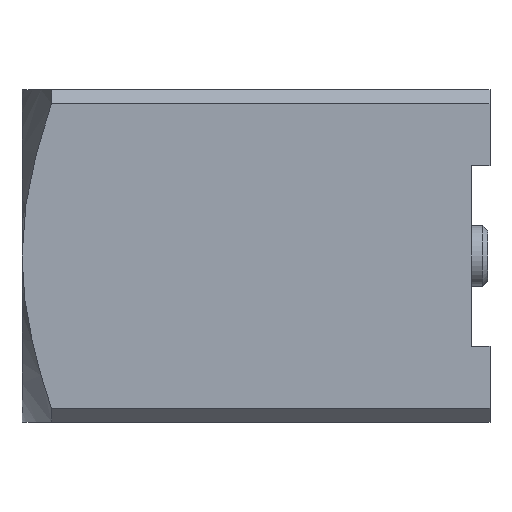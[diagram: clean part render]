
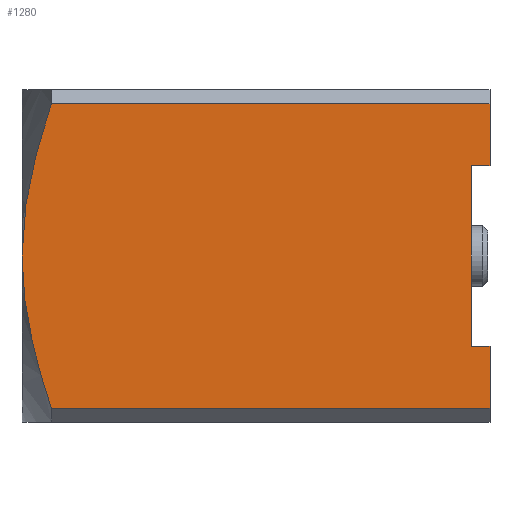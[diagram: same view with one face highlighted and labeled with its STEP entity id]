
A CAD part, front view. The second image highlights one B-rep face of the part: STEP entity #1280.
In plain terms, the highlighted planar face has unit normal (0, -1, 0).
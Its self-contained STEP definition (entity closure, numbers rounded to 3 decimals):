
#5 = CARTESIAN_POINT ( 'NONE',  ( 6.36, -3.5, 3.21 ) ) ;
#19 = VERTEX_POINT ( 'NONE', #1091 ) ;
#45 = AXIS2_PLACEMENT_3D ( 'NONE', #5, #1958, #1313 ) ;
#107 = VECTOR ( 'NONE', #833, 1000. ) ;
#166 = VERTEX_POINT ( 'NONE', #513 ) ;
#211 = DIRECTION ( 'NONE',  ( -1., 0., 0. ) ) ;
#318 = CARTESIAN_POINT ( 'NONE',  ( 5.96, -3.5, 1.9 ) ) ;
#333 = CARTESIAN_POINT ( 'NONE',  ( -2.878, -3.5, 3.21 ) ) ;
#340 = DIRECTION ( 'NONE',  ( 0., 0., -1. ) ) ;
#356 = VECTOR ( 'NONE', #211, 1000. ) ;
#365 = VERTEX_POINT ( 'NONE', #318 ) ;
#380 = CARTESIAN_POINT ( 'NONE',  ( 6.36, -3.5, -3.21 ) ) ;
#418 = DIRECTION ( 'NONE',  ( 0., 0., -1. ) ) ;
#426 = B_SPLINE_CURVE_WITH_KNOTS ( 'NONE', 3,
 ( #1857, #898, #1569, #1051 ),
 .UNSPECIFIED., .F., .F.,
 ( 4, 4 ),
 ( 0., 0.003 ),
 .UNSPECIFIED. ) ;
#499 = CARTESIAN_POINT ( 'NONE',  ( 6.36, -3.5, -1.9 ) ) ;
#501 = CARTESIAN_POINT ( 'NONE',  ( -3.053, -3.5, 2.689 ) ) ;
#513 = CARTESIAN_POINT ( 'NONE',  ( 6.36, -3.5, -3.21 ) ) ;
#527 = VECTOR ( 'NONE', #418, 1000. ) ;
#559 = B_SPLINE_CURVE_WITH_KNOTS ( 'NONE', 3,
 ( #2094, #1322, #1012, #1784, #501, #333 ),
 .UNSPECIFIED., .F., .F.,
 ( 4, 2, 4 ),
 ( 0., 0.002, 0.003 ),
 .UNSPECIFIED. ) ;
#613 = ORIENTED_EDGE ( 'NONE', *, *, #1954, .F. ) ;
#621 = VECTOR ( 'NONE', #1874, 1000. ) ;
#658 = VECTOR ( 'NONE', #340, 1000. ) ;
#659 = VECTOR ( 'NONE', #2071, 1000. ) ;
#725 = CARTESIAN_POINT ( 'NONE',  ( -3.5, -3.5, 0. ) ) ;
#817 = CARTESIAN_POINT ( 'NONE',  ( 6.36, -3.5, 1.9 ) ) ;
#833 = DIRECTION ( 'NONE',  ( 0., 0., -1. ) ) ;
#843 = LINE ( 'NONE', #977, #107 ) ;
#893 = ORIENTED_EDGE ( 'NONE', *, *, #1219, .F. ) ;
#898 = CARTESIAN_POINT ( 'NONE',  ( -3.229, -3.5, -2.168 ) ) ;
#906 = CARTESIAN_POINT ( 'NONE',  ( 6.36, -3.5, 3.21 ) ) ;
#968 = CARTESIAN_POINT ( 'NONE',  ( 6.36, -3.5, -1.9 ) ) ;
#977 = CARTESIAN_POINT ( 'NONE',  ( 5.96, -3.5, 3.5 ) ) ;
#985 = CARTESIAN_POINT ( 'NONE',  ( 6.36, -3.5, 3.21 ) ) ;
#986 = LINE ( 'NONE', #968, #1373 ) ;
#1012 = CARTESIAN_POINT ( 'NONE',  ( -3.433, -3.5, 1.094 ) ) ;
#1037 = CARTESIAN_POINT ( 'NONE',  ( -2.878, -3.5, -3.21 ) ) ;
#1051 = CARTESIAN_POINT ( 'NONE',  ( -3.5, -3.5, 0. ) ) ;
#1083 = VERTEX_POINT ( 'NONE', #1405 ) ;
#1091 = CARTESIAN_POINT ( 'NONE',  ( -2.878, -3.5, 3.21 ) ) ;
#1139 = ORIENTED_EDGE ( 'NONE', *, *, #1791, .F. ) ;
#1153 = CARTESIAN_POINT ( 'NONE',  ( 6.36, -3.5, 3.21 ) ) ;
#1182 = EDGE_CURVE ( 'NONE', #365, #1083, #843, .T. ) ;
#1219 = EDGE_CURVE ( 'NONE', #1819, #19, #559, .T. ) ;
#1227 = EDGE_CURVE ( 'NONE', #1642, #166, #1288, .T. ) ;
#1261 = ORIENTED_EDGE ( 'NONE', *, *, #1182, .F. ) ;
#1280 = ADVANCED_FACE ( 'NONE', ( #2105 ), #1792, .F. ) ;
#1288 = LINE ( 'NONE', #1153, #658 ) ;
#1291 = EDGE_CURVE ( 'NONE', #1083, #1642, #986, .T. ) ;
#1295 = ORIENTED_EDGE ( 'NONE', *, *, #1493, .F. ) ;
#1313 = DIRECTION ( 'NONE',  ( 0., 0., 1. ) ) ;
#1322 = CARTESIAN_POINT ( 'NONE',  ( -3.5, -3.5, 0.553 ) ) ;
#1332 = EDGE_LOOP ( 'NONE', ( #1261, #1295, #613, #1881, #893, #1534, #1139, #1621, #1947 ) ) ;
#1373 = VECTOR ( 'NONE', #1636, 1000. ) ;
#1405 = CARTESIAN_POINT ( 'NONE',  ( 5.96, -3.5, -1.9 ) ) ;
#1435 = LINE ( 'NONE', #1920, #659 ) ;
#1465 = EDGE_CURVE ( 'NONE', #19, #1584, #1586, .T. ) ;
#1493 = EDGE_CURVE ( 'NONE', #1614, #365, #1435, .T. ) ;
#1534 = ORIENTED_EDGE ( 'NONE', *, *, #1980, .F. ) ;
#1569 = CARTESIAN_POINT ( 'NONE',  ( -3.5, -3.5, -1.11 ) ) ;
#1584 = VERTEX_POINT ( 'NONE', #985 ) ;
#1586 = LINE ( 'NONE', #1594, #621 ) ;
#1594 = CARTESIAN_POINT ( 'NONE',  ( 6.36, -3.5, 3.21 ) ) ;
#1614 = VERTEX_POINT ( 'NONE', #817 ) ;
#1621 = ORIENTED_EDGE ( 'NONE', *, *, #1227, .F. ) ;
#1636 = DIRECTION ( 'NONE',  ( 1., 0., 0. ) ) ;
#1642 = VERTEX_POINT ( 'NONE', #499 ) ;
#1678 = LINE ( 'NONE', #380, #356 ) ;
#1728 = VERTEX_POINT ( 'NONE', #1037 ) ;
#1784 = CARTESIAN_POINT ( 'NONE',  ( -3.209, -3.5, 2.162 ) ) ;
#1791 = EDGE_CURVE ( 'NONE', #166, #1728, #1678, .T. ) ;
#1792 = PLANE ( 'NONE',  #45 ) ;
#1819 = VERTEX_POINT ( 'NONE', #725 ) ;
#1857 = CARTESIAN_POINT ( 'NONE',  ( -2.878, -3.5, -3.21 ) ) ;
#1874 = DIRECTION ( 'NONE',  ( 1., 0., 0. ) ) ;
#1881 = ORIENTED_EDGE ( 'NONE', *, *, #1465, .F. ) ;
#1920 = CARTESIAN_POINT ( 'NONE',  ( 6.36, -3.5, 1.9 ) ) ;
#1947 = ORIENTED_EDGE ( 'NONE', *, *, #1291, .F. ) ;
#1954 = EDGE_CURVE ( 'NONE', #1584, #1614, #2038, .T. ) ;
#1958 = DIRECTION ( 'NONE',  ( 0., 1., 0. ) ) ;
#1980 = EDGE_CURVE ( 'NONE', #1728, #1819, #426, .T. ) ;
#2038 = LINE ( 'NONE', #906, #527 ) ;
#2071 = DIRECTION ( 'NONE',  ( -1., 0., 0. ) ) ;
#2094 = CARTESIAN_POINT ( 'NONE',  ( -3.5, -3.5, 0. ) ) ;
#2105 = FACE_OUTER_BOUND ( 'NONE', #1332, .T. ) ;
